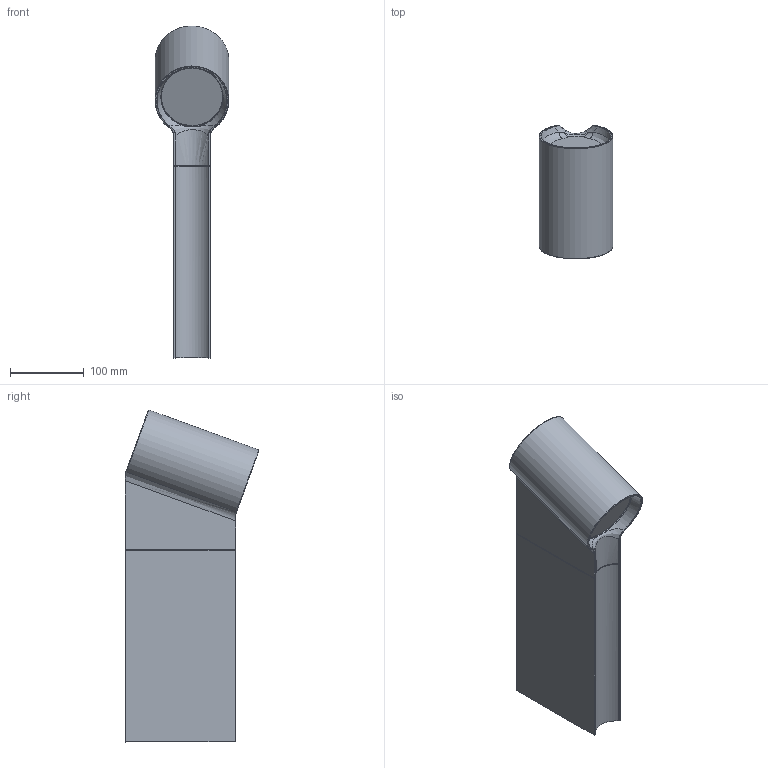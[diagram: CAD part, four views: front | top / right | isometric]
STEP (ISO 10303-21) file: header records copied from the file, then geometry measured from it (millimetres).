
FILE_DESCRIPTION(/* description */ (''),/* implementation_level */ '2;1');
FILE_NAME(/* name */ 'T086200_OBLIQUE 450',/* time_stamp */ '2018-01-25T10:22:48+01:00',/* author */ (''),/* organization */ (''),/* preprocessor_version */ 'ST-DEVELOPER v15',/* originating_system */ '',/* authorisation */ '');
FILE_SCHEMA (('AUTOMOTIVE_DESIGN'));
Length unit declared in the file: millimetre
Products named in the file (1): Document
Bounding box: 99.89 x 181.76 x 450.7 mm (x, y, z)
Surface area: 218168.2 mm2 (no closed solid volume)
Topology: 0 solids, 20 shells, 160 faces, 433 edges, 286 vertices
Faces by surface type: bspline 132, plane 28
Entity records: 8157 total; most frequent: CARTESIAN_POINT 5947, ORIENTED_EDGE 734, EDGE_CURVE 425, VERTEX_POINT 286, EDGE_LOOP 170, ADVANCED_FACE 160, FACE_OUTER_BOUND 160, B_SPLINE_CURVE_WITH_KNOTS 99
